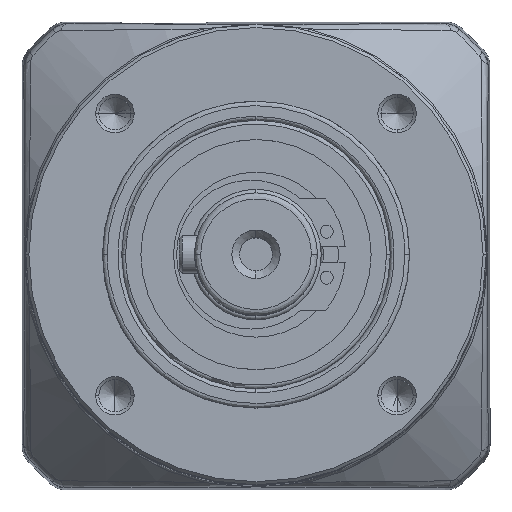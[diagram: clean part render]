
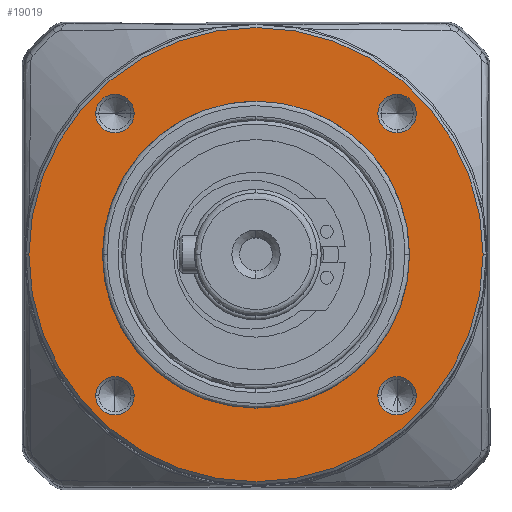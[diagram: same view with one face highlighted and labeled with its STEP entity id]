
A CAD part, top view. The second image highlights one B-rep face of the part: STEP entity #19019.
In plain terms, the highlighted planar face has unit normal (0, 0, 1).
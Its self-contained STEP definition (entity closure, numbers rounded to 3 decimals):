
#131 = AXIS2_PLACEMENT_3D ( 'NONE', #28074, #15096, #1852 ) ;
#147 = EDGE_CURVE ( 'NONE', #15132, #22987, #24124, .T. ) ;
#1054 = CARTESIAN_POINT ( 'NONE',  ( -18.385, 18.385, 25.5 ) ) ;
#1150 = EDGE_CURVE ( 'NONE', #4089, #22894, #4567, .T. ) ;
#1373 = DIRECTION ( 'NONE',  ( 0., 0., -1. ) ) ;
#1457 = EDGE_LOOP ( 'NONE', ( #12806, #3796 ) ) ;
#1739 = ORIENTED_EDGE ( 'NONE', *, *, #18701, .T. ) ;
#1830 = EDGE_CURVE ( 'NONE', #22987, #15132, #19989, .T. ) ;
#1852 = DIRECTION ( 'NONE',  ( 1., 0., 0. ) ) ;
#2052 = DIRECTION ( 'NONE',  ( 0., 0., -1. ) ) ;
#2714 = CARTESIAN_POINT ( 'NONE',  ( 20., 0., 25.5 ) ) ;
#3225 = DIRECTION ( 'NONE',  ( 1., 0., 0. ) ) ;
#3796 = ORIENTED_EDGE ( 'NONE', *, *, #1830, .F. ) ;
#3989 = CARTESIAN_POINT ( 'NONE',  ( 0., 0., 25.5 ) ) ;
#3997 = AXIS2_PLACEMENT_3D ( 'NONE', #10842, #10835, #10803 ) ;
#4089 = VERTEX_POINT ( 'NONE', #6361 ) ;
#4333 = VERTEX_POINT ( 'NONE', #4386 ) ;
#4386 = CARTESIAN_POINT ( 'NONE',  ( 15.885, -18.385, 25.5 ) ) ;
#4567 = CIRCLE ( 'NONE', #6214, 2.5 ) ;
#5249 = CIRCLE ( 'NONE', #10104, 2.5 ) ;
#5644 = CARTESIAN_POINT ( 'NONE',  ( -20.885, 18.385, 25.5 ) ) ;
#5911 = AXIS2_PLACEMENT_3D ( 'NONE', #19760, #6515, #21858 ) ;
#6092 = PLANE ( 'NONE',  #23673 ) ;
#6214 = AXIS2_PLACEMENT_3D ( 'NONE', #25127, #8542, #8517 ) ;
#6227 = EDGE_LOOP ( 'NONE', ( #15875, #8527 ) ) ;
#6361 = CARTESIAN_POINT ( 'NONE',  ( -15.885, -18.385, 25.5 ) ) ;
#6515 = DIRECTION ( 'NONE',  ( 0., 0., -1. ) ) ;
#7038 = ORIENTED_EDGE ( 'NONE', *, *, #21904, .T. ) ;
#7267 = EDGE_LOOP ( 'NONE', ( #1739, #8126 ) ) ;
#8126 = ORIENTED_EDGE ( 'NONE', *, *, #13121, .T. ) ;
#8433 = DIRECTION ( 'NONE',  ( 0., 0., 1. ) ) ;
#8517 = DIRECTION ( 'NONE',  ( 1., 0., 0. ) ) ;
#8527 = ORIENTED_EDGE ( 'NONE', *, *, #23271, .T. ) ;
#8542 = DIRECTION ( 'NONE',  ( 0., 0., -1. ) ) ;
#9375 = ORIENTED_EDGE ( 'NONE', *, *, #1150, .T. ) ;
#9426 = CIRCLE ( 'NONE', #3997, 2.5 ) ;
#9488 = CIRCLE ( 'NONE', #5911, 2.5 ) ;
#9837 = CARTESIAN_POINT ( 'NONE',  ( 20.885, -18.385, 25.5 ) ) ;
#10104 = AXIS2_PLACEMENT_3D ( 'NONE', #23009, #23002, #22968 ) ;
#10510 = CIRCLE ( 'NONE', #20198, 20. ) ;
#10803 = DIRECTION ( 'NONE',  ( 1., 0., 0. ) ) ;
#10835 = DIRECTION ( 'NONE',  ( 0., 0., -1. ) ) ;
#10842 = CARTESIAN_POINT ( 'NONE',  ( 18.385, -18.385, 25.5 ) ) ;
#11156 = CARTESIAN_POINT ( 'NONE',  ( 18.385, 15.885, 25.5 ) ) ;
#11166 = ORIENTED_EDGE ( 'NONE', *, *, #27683, .T. ) ;
#11642 = EDGE_CURVE ( 'NONE', #20762, #27695, #10510, .T. ) ;
#11778 = VERTEX_POINT ( 'NONE', #9837 ) ;
#11899 = DIRECTION ( 'NONE',  ( 0., 0., -1. ) ) ;
#12223 = DIRECTION ( 'NONE',  ( -1., 0., 0. ) ) ;
#12230 = DIRECTION ( 'NONE',  ( 0., 0., -1. ) ) ;
#12255 = CARTESIAN_POINT ( 'NONE',  ( 0., 0., 25.5 ) ) ;
#12747 = CARTESIAN_POINT ( 'NONE',  ( -20., 0., 25.5 ) ) ;
#12806 = ORIENTED_EDGE ( 'NONE', *, *, #147, .F. ) ;
#12874 = ORIENTED_EDGE ( 'NONE', *, *, #11642, .T. ) ;
#13121 = EDGE_CURVE ( 'NONE', #18492, #16950, #5249, .T. ) ;
#13190 = EDGE_LOOP ( 'NONE', ( #7038, #12874 ) ) ;
#13973 = CARTESIAN_POINT ( 'NONE',  ( -29.6, 0., 25.5 ) ) ;
#14041 = EDGE_CURVE ( 'NONE', #4333, #11778, #9426, .T. ) ;
#14374 = DIRECTION ( 'NONE',  ( -1., 0., 0. ) ) ;
#14396 = DIRECTION ( 'NONE',  ( 0., 0., -1. ) ) ;
#14404 = CARTESIAN_POINT ( 'NONE',  ( 0., 0., 25.5 ) ) ;
#14585 = CARTESIAN_POINT ( 'NONE',  ( 0., 0., 25.5 ) ) ;
#14779 = CARTESIAN_POINT ( 'NONE',  ( 29.6, 0., 25.5 ) ) ;
#15096 = DIRECTION ( 'NONE',  ( 0., 0., -1. ) ) ;
#15132 = VERTEX_POINT ( 'NONE', #13973 ) ;
#15317 = CARTESIAN_POINT ( 'NONE',  ( 18.385, 18.385, 25.5 ) ) ;
#15696 = CARTESIAN_POINT ( 'NONE',  ( -15.885, 18.385, 25.5 ) ) ;
#15875 = ORIENTED_EDGE ( 'NONE', *, *, #19787, .T. ) ;
#16145 = ORIENTED_EDGE ( 'NONE', *, *, #26163, .T. ) ;
#16490 = DIRECTION ( 'NONE',  ( 0., 0., -1. ) ) ;
#16718 = CARTESIAN_POINT ( 'NONE',  ( -20.885, -18.385, 25.5 ) ) ;
#16779 = DIRECTION ( 'NONE',  ( -1., 0., 0. ) ) ;
#16814 = DIRECTION ( 'NONE',  ( 0., 0., -1. ) ) ;
#16831 = DIRECTION ( 'NONE',  ( -1., 0., 0. ) ) ;
#16855 = CARTESIAN_POINT ( 'NONE',  ( 0., 0., 25.5 ) ) ;
#16950 = VERTEX_POINT ( 'NONE', #11156 ) ;
#17140 = EDGE_LOOP ( 'NONE', ( #11166, #26182 ) ) ;
#17535 = DIRECTION ( 'NONE',  ( 0., -1., 0. ) ) ;
#18492 = VERTEX_POINT ( 'NONE', #27502 ) ;
#18520 = AXIS2_PLACEMENT_3D ( 'NONE', #15317, #2052, #17535 ) ;
#18701 = EDGE_CURVE ( 'NONE', #16950, #18492, #23382, .T. ) ;
#19019 = ADVANCED_FACE ( 'NONE', ( #20226, #21418, #20647, #21100, #19996, #19890 ), #6092, .T. ) ;
#19760 = CARTESIAN_POINT ( 'NONE',  ( -18.385, 18.385, 25.5 ) ) ;
#19787 = EDGE_CURVE ( 'NONE', #24399, #20903, #9488, .T. ) ;
#19890 = FACE_BOUND ( 'NONE', #17140, .T. ) ;
#19989 = CIRCLE ( 'NONE', #25600, 29.6 ) ;
#19996 = FACE_BOUND ( 'NONE', #25699, .T. ) ;
#20198 = AXIS2_PLACEMENT_3D ( 'NONE', #12255, #12230, #12223 ) ;
#20226 = FACE_BOUND ( 'NONE', #13190, .T. ) ;
#20515 = CIRCLE ( 'NONE', #24332, 2.5 ) ;
#20647 = FACE_BOUND ( 'NONE', #7267, .T. ) ;
#20762 = VERTEX_POINT ( 'NONE', #2714 ) ;
#20903 = VERTEX_POINT ( 'NONE', #5644 ) ;
#21100 = FACE_BOUND ( 'NONE', #6227, .T. ) ;
#21418 = FACE_OUTER_BOUND ( 'NONE', #1457, .T. ) ;
#21858 = DIRECTION ( 'NONE',  ( 1., 0., 0. ) ) ;
#21904 = EDGE_CURVE ( 'NONE', #27695, #20762, #24182, .T. ) ;
#22395 = AXIS2_PLACEMENT_3D ( 'NONE', #24857, #11899, #27092 ) ;
#22894 = VERTEX_POINT ( 'NONE', #16718 ) ;
#22968 = DIRECTION ( 'NONE',  ( 0., -1., 0. ) ) ;
#22987 = VERTEX_POINT ( 'NONE', #14779 ) ;
#23002 = DIRECTION ( 'NONE',  ( 0., 0., -1. ) ) ;
#23009 = CARTESIAN_POINT ( 'NONE',  ( 18.385, 18.385, 25.5 ) ) ;
#23271 = EDGE_CURVE ( 'NONE', #20903, #24399, #20515, .T. ) ;
#23382 = CIRCLE ( 'NONE', #18520, 2.5 ) ;
#23673 = AXIS2_PLACEMENT_3D ( 'NONE', #3989, #8433, #23684 ) ;
#23684 = DIRECTION ( 'NONE',  ( 1., 0., 0. ) ) ;
#24107 = AXIS2_PLACEMENT_3D ( 'NONE', #14404, #14396, #14374 ) ;
#24124 = CIRCLE ( 'NONE', #24107, 29.6 ) ;
#24182 = CIRCLE ( 'NONE', #27577, 20. ) ;
#24332 = AXIS2_PLACEMENT_3D ( 'NONE', #1054, #16490, #3225 ) ;
#24399 = VERTEX_POINT ( 'NONE', #15696 ) ;
#24424 = CIRCLE ( 'NONE', #131, 2.5 ) ;
#24857 = CARTESIAN_POINT ( 'NONE',  ( -18.385, -18.385, 25.5 ) ) ;
#25127 = CARTESIAN_POINT ( 'NONE',  ( -18.385, -18.385, 25.5 ) ) ;
#25600 = AXIS2_PLACEMENT_3D ( 'NONE', #16855, #16814, #16779 ) ;
#25676 = CIRCLE ( 'NONE', #22395, 2.5 ) ;
#25699 = EDGE_LOOP ( 'NONE', ( #9375, #16145 ) ) ;
#26163 = EDGE_CURVE ( 'NONE', #22894, #4089, #25676, .T. ) ;
#26182 = ORIENTED_EDGE ( 'NONE', *, *, #14041, .T. ) ;
#27092 = DIRECTION ( 'NONE',  ( 1., 0., 0. ) ) ;
#27502 = CARTESIAN_POINT ( 'NONE',  ( 18.385, 20.885, 25.5 ) ) ;
#27577 = AXIS2_PLACEMENT_3D ( 'NONE', #14585, #1373, #16831 ) ;
#27683 = EDGE_CURVE ( 'NONE', #11778, #4333, #24424, .T. ) ;
#27695 = VERTEX_POINT ( 'NONE', #12747 ) ;
#28074 = CARTESIAN_POINT ( 'NONE',  ( 18.385, -18.385, 25.5 ) ) ;
